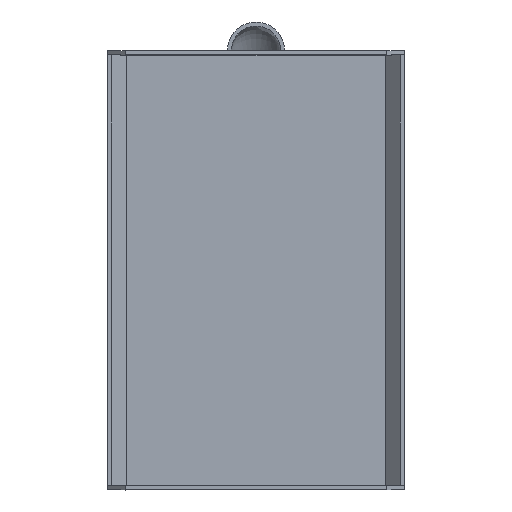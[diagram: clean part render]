
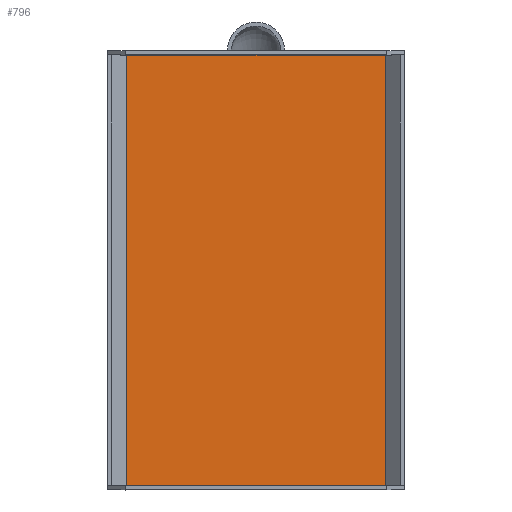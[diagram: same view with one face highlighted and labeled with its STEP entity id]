
A CAD part, top view. The second image highlights one B-rep face of the part: STEP entity #796.
In plain terms, the highlighted planar face has unit normal (0, 0, 1).
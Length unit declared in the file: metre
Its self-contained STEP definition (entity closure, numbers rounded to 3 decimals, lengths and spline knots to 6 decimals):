
#52=ORIENTED_EDGE('',*,*,#265,.F.);
#53=ORIENTED_EDGE('',*,*,#257,.T.);
#54=ORIENTED_EDGE('',*,*,#263,.T.);
#55=ORIENTED_EDGE('',*,*,#258,.T.);
#257=EDGE_CURVE('',#365,#368,#442,.T.);
#258=EDGE_CURVE('',#369,#370,#443,.T.);
#263=EDGE_CURVE('',#368,#369,#448,.T.);
#265=EDGE_CURVE('',#365,#370,#450,.T.);
#365=VERTEX_POINT('',#1186);
#368=VERTEX_POINT('',#1191);
#369=VERTEX_POINT('',#1195);
#370=VERTEX_POINT('',#1196);
#442=LINE('',#1192,#546);
#443=LINE('',#1194,#547);
#448=LINE('',#1204,#552);
#450=LINE('',#1208,#554);
#546=VECTOR('',#972,1.);
#547=VECTOR('',#975,1.);
#552=VECTOR('',#982,1.);
#554=VECTOR('',#988,1.);
#652=EDGE_LOOP('',(#52,#53,#54,#55));
#701=FACE_BOUND('',#652,.T.);
#750=PLANE('',#914);
#796=ADVANCED_FACE('',(#701),#750,.F.);
#914=AXIS2_PLACEMENT_3D('',#1209,#989,#990);
#972=DIRECTION('',(0.,1.,0.));
#975=DIRECTION('',(0.,-1.,0.));
#982=DIRECTION('',(-1.,0.,0.));
#988=DIRECTION('',(-1.,0.,0.));
#989=DIRECTION('',(0.,0.,-1.));
#990=DIRECTION('',(0.,1.,0.));
#1186=CARTESIAN_POINT('',(0.042,-0.159,0.002001));
#1191=CARTESIAN_POINT('',(0.042,0.051,0.002001));
#1192=CARTESIAN_POINT('',(0.042,-0.117,0.002001));
#1194=CARTESIAN_POINT('',(-0.084,-0.117,0.002001));
#1195=CARTESIAN_POINT('',(-0.084,0.051,0.002001));
#1196=CARTESIAN_POINT('',(-0.084,-0.159,0.002001));
#1204=CARTESIAN_POINT('',(0.042002,0.051,0.002001));
#1208=CARTESIAN_POINT('',(0.042002,-0.159,0.002001));
#1209=CARTESIAN_POINT('',(0.042002,-0.117,0.002001));
